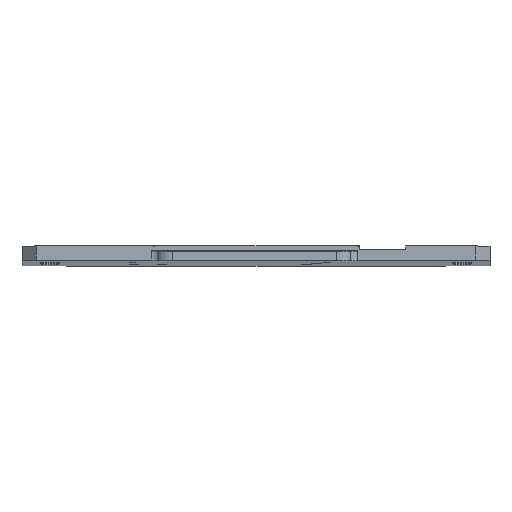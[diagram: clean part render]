
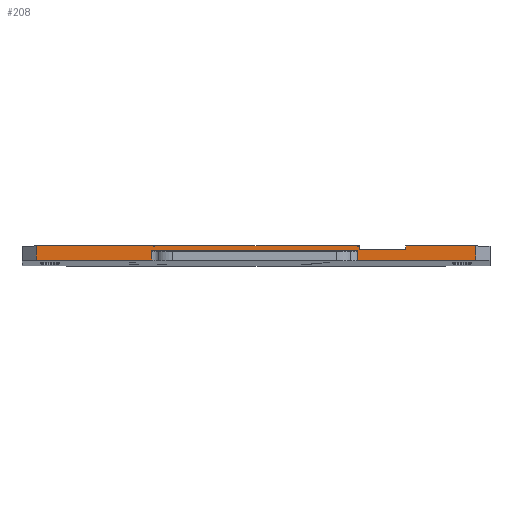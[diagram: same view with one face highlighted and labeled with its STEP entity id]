
A CAD part, left-side view. The second image highlights one B-rep face of the part: STEP entity #208.
In plain terms, the highlighted planar face has unit normal (-1, 0, 0.01).
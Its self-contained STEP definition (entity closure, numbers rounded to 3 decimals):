
#79=FACE_OUTER_BOUND('',#633,.T.);
#208=ADVANCED_FACE('',(#79),#350,.F.);
#350=PLANE('',#2885);
#633=EDGE_LOOP('',(#938,#939,#940,#941,#942,#943,#944,#945,#946,#947,#948,
#949,#950,#951,#952,#953,#954,#955,#956,#957));
#938=ORIENTED_EDGE('',*,*,#1973,.T.);
#939=ORIENTED_EDGE('',*,*,#1974,.T.);
#940=ORIENTED_EDGE('',*,*,#1939,.F.);
#941=ORIENTED_EDGE('',*,*,#1975,.F.);
#942=ORIENTED_EDGE('',*,*,#1869,.F.);
#943=ORIENTED_EDGE('',*,*,#1976,.F.);
#944=ORIENTED_EDGE('',*,*,#1964,.F.);
#945=ORIENTED_EDGE('',*,*,#1977,.F.);
#946=ORIENTED_EDGE('',*,*,#1978,.T.);
#947=ORIENTED_EDGE('',*,*,#1979,.T.);
#948=ORIENTED_EDGE('',*,*,#1956,.F.);
#949=ORIENTED_EDGE('',*,*,#1980,.F.);
#950=ORIENTED_EDGE('',*,*,#1981,.T.);
#951=ORIENTED_EDGE('',*,*,#1982,.T.);
#952=ORIENTED_EDGE('',*,*,#1948,.F.);
#953=ORIENTED_EDGE('',*,*,#1983,.T.);
#954=ORIENTED_EDGE('',*,*,#1984,.T.);
#955=ORIENTED_EDGE('',*,*,#1985,.F.);
#956=ORIENTED_EDGE('',*,*,#1986,.F.);
#957=ORIENTED_EDGE('',*,*,#1987,.T.);
#1604=VERTEX_POINT('',#3863);
#1605=VERTEX_POINT('',#3865);
#1674=VERTEX_POINT('',#4005);
#1675=VERTEX_POINT('',#4006);
#1683=VERTEX_POINT('',#4022);
#1684=VERTEX_POINT('',#4024);
#1691=VERTEX_POINT('',#4038);
#1692=VERTEX_POINT('',#4040);
#1699=VERTEX_POINT('',#4054);
#1700=VERTEX_POINT('',#4056);
#1708=VERTEX_POINT('',#4079);
#1709=VERTEX_POINT('',#4080);
#1710=VERTEX_POINT('',#4085);
#1711=VERTEX_POINT('',#4087);
#1712=VERTEX_POINT('',#4090);
#1713=VERTEX_POINT('',#4092);
#1714=VERTEX_POINT('',#4095);
#1715=VERTEX_POINT('',#4097);
#1716=VERTEX_POINT('',#4099);
#1717=VERTEX_POINT('',#4101);
#1869=EDGE_CURVE('',#1604,#1605,#2244,.T.);
#1939=EDGE_CURVE('',#1674,#1675,#2294,.T.);
#1948=EDGE_CURVE('',#1683,#1684,#2303,.T.);
#1956=EDGE_CURVE('',#1691,#1692,#2311,.T.);
#1964=EDGE_CURVE('',#1699,#1700,#2319,.T.);
#1973=EDGE_CURVE('',#1708,#1709,#2326,.T.);
#1974=EDGE_CURVE('',#1709,#1675,#2327,.T.);
#1975=EDGE_CURVE('',#1605,#1674,#2328,.T.);
#1976=EDGE_CURVE('',#1700,#1604,#2329,.T.);
#1977=EDGE_CURVE('',#1710,#1699,#2330,.T.);
#1978=EDGE_CURVE('',#1710,#1711,#2331,.T.);
#1979=EDGE_CURVE('',#1711,#1692,#2332,.T.);
#1980=EDGE_CURVE('',#1712,#1691,#2333,.T.);
#1981=EDGE_CURVE('',#1712,#1713,#2334,.T.);
#1982=EDGE_CURVE('',#1713,#1684,#2335,.T.);
#1983=EDGE_CURVE('',#1683,#1714,#2336,.T.);
#1984=EDGE_CURVE('',#1714,#1715,#2337,.T.);
#1985=EDGE_CURVE('',#1716,#1715,#2338,.T.);
#1986=EDGE_CURVE('',#1717,#1716,#2339,.T.);
#1987=EDGE_CURVE('',#1717,#1708,#2340,.T.);
#2244=LINE('',#3864,#2556);
#2294=LINE('',#4004,#2606);
#2303=LINE('',#4023,#2615);
#2311=LINE('',#4039,#2623);
#2319=LINE('',#4055,#2631);
#2326=LINE('',#4078,#2638);
#2327=LINE('',#4081,#2639);
#2328=LINE('',#4082,#2640);
#2329=LINE('',#4083,#2641);
#2330=LINE('',#4084,#2642);
#2331=LINE('',#4086,#2643);
#2332=LINE('',#4088,#2644);
#2333=LINE('',#4089,#2645);
#2334=LINE('',#4091,#2646);
#2335=LINE('',#4093,#2647);
#2336=LINE('',#4094,#2648);
#2337=LINE('',#4096,#2649);
#2338=LINE('',#4098,#2650);
#2339=LINE('',#4100,#2651);
#2340=LINE('',#4102,#2652);
#2556=VECTOR('',#3105,1.);
#2606=VECTOR('',#3197,1.);
#2615=VECTOR('',#3206,1.);
#2623=VECTOR('',#3214,1.);
#2631=VECTOR('',#3222,1.);
#2638=VECTOR('',#3233,1.);
#2639=VECTOR('',#3234,1.);
#2640=VECTOR('',#3235,1.);
#2641=VECTOR('',#3236,1.);
#2642=VECTOR('',#3237,1.);
#2643=VECTOR('',#3238,1.);
#2644=VECTOR('',#3239,1.);
#2645=VECTOR('',#3240,1.);
#2646=VECTOR('',#3241,1.);
#2647=VECTOR('',#3242,1.);
#2648=VECTOR('',#3243,1.);
#2649=VECTOR('',#3244,1.);
#2650=VECTOR('',#3245,1.);
#2651=VECTOR('',#3246,1.);
#2652=VECTOR('',#3247,1.);
#2885=AXIS2_PLACEMENT_3D('',#4103,#3248,#3249);
#3105=DIRECTION('',(0.,-1.,0.));
#3197=DIRECTION('',(0.,-1.,0.));
#3206=DIRECTION('',(0.,-1.,0.));
#3214=DIRECTION('',(0.,-1.,0.));
#3222=DIRECTION('',(0.,-1.,0.));
#3233=DIRECTION('',(0.,-1.,0.));
#3234=DIRECTION('',(0.01,0.,1.));
#3235=DIRECTION('',(0.01,0.,1.));
#3236=DIRECTION('',(-0.01,0.,-1.));
#3237=DIRECTION('',(0.01,0.,1.));
#3238=DIRECTION('',(0.,1.,0.));
#3239=DIRECTION('',(0.01,0.,1.));
#3240=DIRECTION('',(0.01,0.,1.));
#3241=DIRECTION('',(0.,1.,0.));
#3242=DIRECTION('',(0.01,0.,1.));
#3243=DIRECTION('',(-0.01,0.,-1.));
#3244=DIRECTION('',(0.,-1.,0.));
#3245=DIRECTION('',(-0.01,0.,-1.));
#3246=DIRECTION('',(0.,1.,0.));
#3247=DIRECTION('',(-0.01,0.,-1.));
#3248=DIRECTION('',(1.,0.,-0.01));
#3249=DIRECTION('',(0.,-1.,0.));
#3863=CARTESIAN_POINT('',(-11.927,14.321,-1.6));
#3864=CARTESIAN_POINT('',(-11.927,46.356,-1.6));
#3865=CARTESIAN_POINT('',(-11.927,4.356,-1.6));
#4004=CARTESIAN_POINT('',(-11.921,46.356,-0.9));
#4005=CARTESIAN_POINT('',(-11.921,4.356,-0.9));
#4006=CARTESIAN_POINT('',(-11.921,-10.644,-0.9));
#4022=CARTESIAN_POINT('',(-11.921,83.356,-0.9));
#4023=CARTESIAN_POINT('',(-11.921,46.356,-0.9));
#4024=CARTESIAN_POINT('',(-11.921,58.191,-0.9));
#4038=CARTESIAN_POINT('',(-11.921,57.991,-0.9));
#4039=CARTESIAN_POINT('',(-11.921,46.356,-0.9));
#4040=CARTESIAN_POINT('',(-11.921,14.721,-0.9));
#4054=CARTESIAN_POINT('',(-11.921,14.521,-0.9));
#4055=CARTESIAN_POINT('',(-11.921,46.356,-0.9));
#4056=CARTESIAN_POINT('',(-11.921,14.321,-0.9));
#4078=CARTESIAN_POINT('',(-11.949,46.356,-3.9));
#4079=CARTESIAN_POINT('',(-11.949,14.621,-3.9));
#4080=CARTESIAN_POINT('',(-11.949,-10.644,-3.9));
#4081=CARTESIAN_POINT('',(-11.933,-10.644,-2.179));
#4082=CARTESIAN_POINT('',(-11.927,4.356,-1.6));
#4083=CARTESIAN_POINT('',(-11.927,14.321,-1.6));
#4084=CARTESIAN_POINT('',(-11.933,14.521,-2.179));
#4085=CARTESIAN_POINT('',(-11.922,14.521,-1.));
#4086=CARTESIAN_POINT('',(-11.922,46.356,-1.));
#4087=CARTESIAN_POINT('',(-11.922,14.721,-1.));
#4088=CARTESIAN_POINT('',(-11.933,14.721,-2.179));
#4089=CARTESIAN_POINT('',(-11.933,57.991,-2.179));
#4090=CARTESIAN_POINT('',(-11.922,57.991,-1.));
#4091=CARTESIAN_POINT('',(-11.922,46.356,-1.));
#4092=CARTESIAN_POINT('',(-11.922,58.191,-1.));
#4093=CARTESIAN_POINT('',(-11.933,58.191,-2.179));
#4094=CARTESIAN_POINT('',(-11.933,83.356,-2.179));
#4095=CARTESIAN_POINT('',(-11.949,83.356,-3.9));
#4096=CARTESIAN_POINT('',(-11.949,46.356,-3.9));
#4097=CARTESIAN_POINT('',(-11.949,58.676,-3.9));
#4098=CARTESIAN_POINT('',(-11.933,58.676,-2.179));
#4099=CARTESIAN_POINT('',(-11.93,58.676,-1.9));
#4100=CARTESIAN_POINT('',(-11.93,46.356,-1.9));
#4101=CARTESIAN_POINT('',(-11.93,14.621,-1.9));
#4102=CARTESIAN_POINT('',(-11.969,14.621,-5.9));
#4103=CARTESIAN_POINT('',(-11.933,46.356,-2.179));
